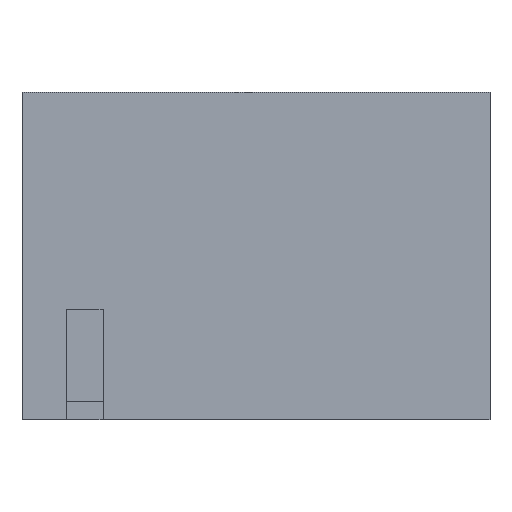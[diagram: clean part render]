
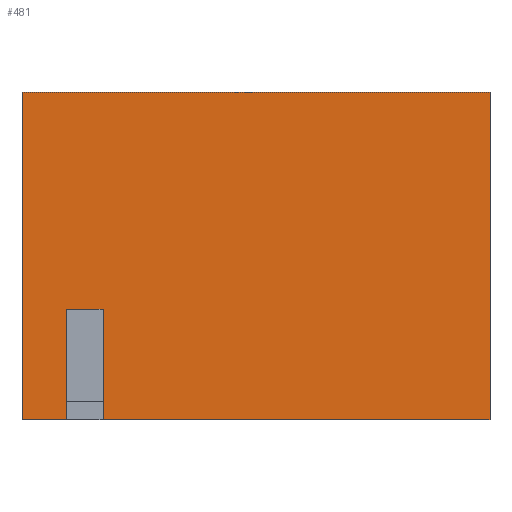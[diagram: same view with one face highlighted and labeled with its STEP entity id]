
A CAD part, left-side view. The second image highlights one B-rep face of the part: STEP entity #481.
In plain terms, the highlighted planar face has unit normal (-1, 0, 0).
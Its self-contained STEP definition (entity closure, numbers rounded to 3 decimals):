
#21 = EDGE_CURVE('',#22,#24,#26,.T.);
#22 = VERTEX_POINT('',#23);
#23 = CARTESIAN_POINT('',(0.,52.5,0.));
#24 = VERTEX_POINT('',#25);
#25 = CARTESIAN_POINT('',(0.,0.,0.));
#26 = LINE('',#27,#28);
#27 = CARTESIAN_POINT('',(0.,63.5,0.));
#28 = VECTOR('',#29,1.);
#29 = DIRECTION('',(0.,-1.,0.));
#48 = VERTEX_POINT('',#49);
#49 = CARTESIAN_POINT('',(0.,63.5,0.));
#55 = EDGE_CURVE('',#48,#56,#58,.T.);
#56 = VERTEX_POINT('',#57);
#57 = CARTESIAN_POINT('',(0.,57.5,0.));
#58 = LINE('',#59,#60);
#59 = CARTESIAN_POINT('',(0.,63.5,0.));
#60 = VECTOR('',#61,1.);
#61 = DIRECTION('',(0.,-1.,0.));
#111 = VERTEX_POINT('',#112);
#112 = CARTESIAN_POINT('',(0.,52.5,15.));
#118 = EDGE_CURVE('',#22,#111,#119,.T.);
#119 = LINE('',#120,#121);
#120 = CARTESIAN_POINT('',(0.,52.5,0.));
#121 = VECTOR('',#122,1.);
#122 = DIRECTION('',(0.,0.,1.));
#157 = VERTEX_POINT('',#158);
#158 = CARTESIAN_POINT('',(0.,57.5,15.));
#174 = EDGE_CURVE('',#157,#56,#175,.T.);
#175 = LINE('',#176,#177);
#176 = CARTESIAN_POINT('',(0.,57.5,15.));
#177 = VECTOR('',#178,1.);
#178 = DIRECTION('',(0.,0.,-1.));
#196 = EDGE_CURVE('',#111,#157,#197,.T.);
#197 = LINE('',#198,#199);
#198 = CARTESIAN_POINT('',(0.,52.5,15.));
#199 = VECTOR('',#200,1.);
#200 = DIRECTION('',(0.,1.,0.));
#481 = ADVANCED_FACE('',(#482),#511,.T.);
#482 = FACE_BOUND('',#483,.T.);
#483 = EDGE_LOOP('',(#484,#485,#486,#487,#488,#489,#497,#505));
#484 = ORIENTED_EDGE('',*,*,#55,.T.);
#485 = ORIENTED_EDGE('',*,*,#174,.F.);
#486 = ORIENTED_EDGE('',*,*,#196,.F.);
#487 = ORIENTED_EDGE('',*,*,#118,.F.);
#488 = ORIENTED_EDGE('',*,*,#21,.T.);
#489 = ORIENTED_EDGE('',*,*,#490,.T.);
#490 = EDGE_CURVE('',#24,#491,#493,.T.);
#491 = VERTEX_POINT('',#492);
#492 = CARTESIAN_POINT('',(0.,0.,44.5));
#493 = LINE('',#494,#495);
#494 = CARTESIAN_POINT('',(0.,0.,2.5));
#495 = VECTOR('',#496,1.);
#496 = DIRECTION('',(0.,0.,1.));
#497 = ORIENTED_EDGE('',*,*,#498,.F.);
#498 = EDGE_CURVE('',#499,#491,#501,.T.);
#499 = VERTEX_POINT('',#500);
#500 = CARTESIAN_POINT('',(0.,63.5,44.5));
#501 = LINE('',#502,#503);
#502 = CARTESIAN_POINT('',(0.,63.5,44.5));
#503 = VECTOR('',#504,1.);
#504 = DIRECTION('',(0.,-1.,0.));
#505 = ORIENTED_EDGE('',*,*,#506,.F.);
#506 = EDGE_CURVE('',#48,#499,#507,.T.);
#507 = LINE('',#508,#509);
#508 = CARTESIAN_POINT('',(0.,63.5,39.5));
#509 = VECTOR('',#510,1.);
#510 = DIRECTION('',(0.,0.,1.));
#511 = PLANE('',#512);
#512 = AXIS2_PLACEMENT_3D('',#513,#514,#515);
#513 = CARTESIAN_POINT('',(0.,34.585,20.756));
#514 = DIRECTION('',(-1.,-0.,-0.));
#515 = DIRECTION('',(0.,0.,-1.));
